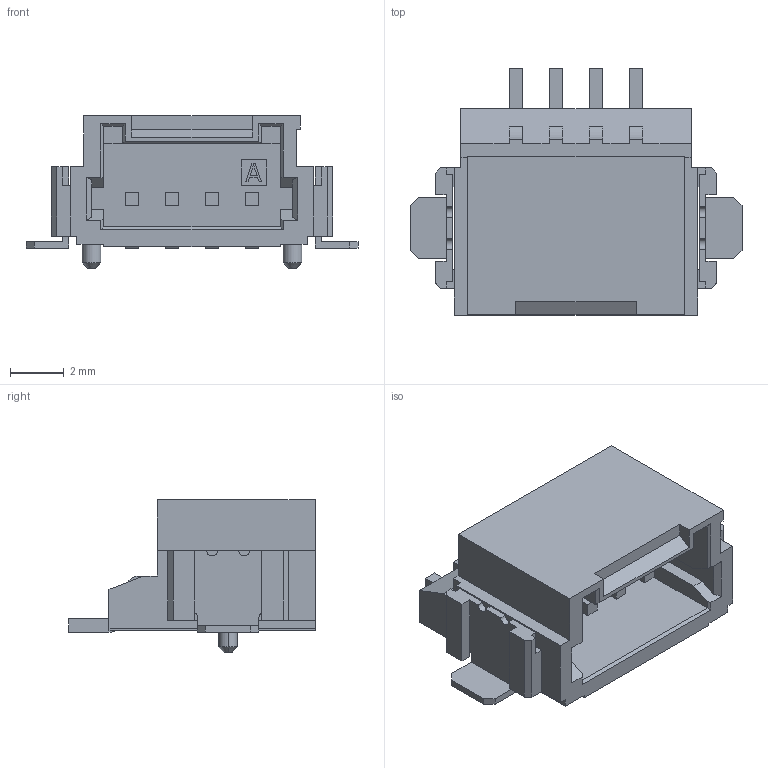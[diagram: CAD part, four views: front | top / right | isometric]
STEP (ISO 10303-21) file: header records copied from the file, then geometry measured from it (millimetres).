
FILE_DESCRIPTION(('FreeCAD Model'),'2;1');
FILE_NAME('c-0292227-04-a-3d.stp','2017-07-16T19:44:08',('Author'),('' ),'Open CASCADE STEP processor 6.8','FreeCAD','Unknown');
FILE_SCHEMA(('AUTOMOTIVE_DESIGN_CC2 { 1 2 10303 214 -1 1 5 4 }'));
Length unit declared in the file: millimetre
Products named in the file (1): C-0292227-04-3
Bounding box: 12.4 x 9.2 x 5.7 mm (x, y, z)
Volume: 191.9 mm3; surface area: 495.8 mm2
Topology: 1 solids, 1 shells, 226 faces, 638 edges, 420 vertices
Faces by surface type: plane 202, cylinder 20, cone 4
Entity records: 17771 total; most frequent: CARTESIAN_POINT 5093, DIRECTION 2294, LINE 1722, VECTOR 1722, ORIENTED_EDGE 1276, PCURVE 1276, DEFINITIONAL_REPRESENTATION 1276, EDGE_CURVE 638
